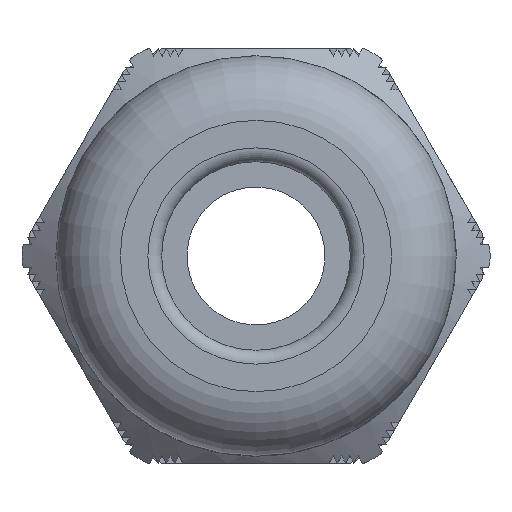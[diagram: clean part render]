
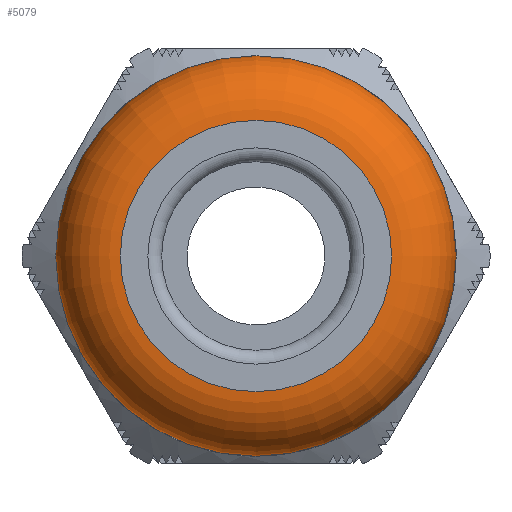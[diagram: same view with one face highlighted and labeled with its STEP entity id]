
A CAD part, left-side view. The second image highlights one B-rep face of the part: STEP entity #5079.
In plain terms, the highlighted toroidal (fillet/blend) face has major radius 4.829 mm and minor radius 2.421 mm.
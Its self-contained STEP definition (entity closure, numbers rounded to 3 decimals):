
#1300=FACE_BOUND('',#1766,.T.);
#1475=FACE_OUTER_BOUND('',#1765,.T.);
#1765=EDGE_LOOP('',(#4251));
#1766=EDGE_LOOP('',(#4252));
#1928=CIRCLE('',#5271,4.915);
#2004=CIRCLE('',#5497,7.25);
#2136=VERTEX_POINT('',#8323);
#2404=VERTEX_POINT('',#9498);
#2657=EDGE_CURVE('',#2136,#2136,#1928,.T.);
#3059=EDGE_CURVE('',#2404,#2404,#2004,.T.);
#4251=ORIENTED_EDGE('',*,*,#3059,.F.);
#4252=ORIENTED_EDGE('',*,*,#2657,.T.);
#4911=TOROIDAL_SURFACE('',#5496,4.828,2.422);
#5079=ADVANCED_FACE('',(#1475,#1300),#4911,.T.);
#5271=AXIS2_PLACEMENT_3D('',#8324,#5773,#5774);
#5496=AXIS2_PLACEMENT_3D('',#9497,#6493,#6494);
#5497=AXIS2_PLACEMENT_3D('',#9499,#6495,#6496);
#5773=DIRECTION('center_axis',(1.,0.,0.));
#5774=DIRECTION('ref_axis',(0.,0.,-1.));
#6493=DIRECTION('center_axis',(1.,0.,0.));
#6494=DIRECTION('ref_axis',(0.,0.,-1.));
#6495=DIRECTION('center_axis',(1.,0.,0.));
#6496=DIRECTION('ref_axis',(0.,0.,-1.));
#8323=CARTESIAN_POINT('',(-13.94,4.915,0.));
#8324=CARTESIAN_POINT('Origin',(-13.94,0.,0.));
#9497=CARTESIAN_POINT('Origin',(-11.52,0.,0.));
#9498=CARTESIAN_POINT('',(-11.52,7.25,0.));
#9499=CARTESIAN_POINT('Origin',(-11.52,0.,0.));
